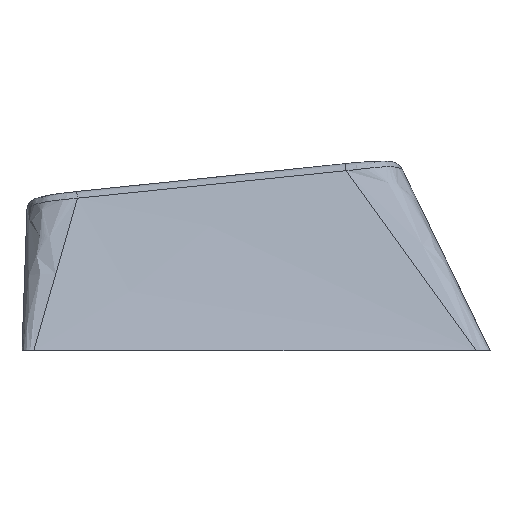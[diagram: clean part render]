
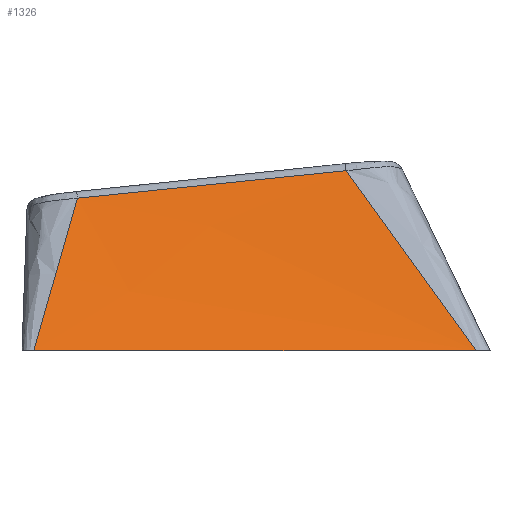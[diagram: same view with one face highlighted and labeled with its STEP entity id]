
A CAD part, left-side view. The second image highlights one B-rep face of the part: STEP entity #1326.
In plain terms, the highlighted free-form (B-spline) face has degree [3, 1] with [4, 2] control points.
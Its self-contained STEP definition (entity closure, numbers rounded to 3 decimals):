
#59=B_SPLINE_SURFACE_WITH_KNOTS('',3,1,((#3546,#3547),(#3548,#3549),(#3550,
#3551),(#3552,#3553)),.UNSPECIFIED.,.F.,.F.,.F.,(4,4),(2,2),(0.,8.845),
(-54.3,-36.2),.UNSPECIFIED.);
#106=B_SPLINE_CURVE_WITH_KNOTS('',3,(#2617,#2618,#2619,#2620),
 .UNSPECIFIED.,.F.,.F.,(4,4),(0.224,9.437),
 .UNSPECIFIED.);
#107=B_SPLINE_CURVE_WITH_KNOTS('',3,(#2694,#2695,#2696,#2697,#2698,#2699,
#2700,#2701,#2702,#2703,#2704,#2705,#2706,#2707,#2708,#2709,#2710,#2711,
#2712,#2713,#2714,#2715,#2716,#2717,#2718,#2719,#2720,#2721),
 .UNSPECIFIED.,.F.,.F.,(4,3,3,3,3,3,3,3,3,4),(0.016,0.189,0.189,
1.006,1.42,2.668,3.95,5.257,
6.608,7.018),.UNSPECIFIED.);
#120=B_SPLINE_CURVE_WITH_KNOTS('',3,(#3554,#3555,#3556,#3557),
 .UNSPECIFIED.,.F.,.F.,(4,4),(-0.177,10.262),.UNSPECIFIED.);
#162=FACE_OUTER_BOUND('',#242,.T.);
#242=EDGE_LOOP('',(#991,#992,#993,#994));
#317=LINE('',#1866,#432);
#432=VECTOR('',#1516,10.);
#573=VERTEX_POINT('',#1864);
#574=VERTEX_POINT('',#1865);
#590=VERTEX_POINT('',#2605);
#591=VERTEX_POINT('',#2693);
#699=EDGE_CURVE('',#573,#574,#317,.T.);
#731=EDGE_CURVE('',#590,#573,#106,.F.);
#732=EDGE_CURVE('',#574,#591,#107,.T.);
#746=EDGE_CURVE('',#590,#591,#120,.T.);
#991=ORIENTED_EDGE('',*,*,#746,.T.);
#992=ORIENTED_EDGE('',*,*,#732,.F.);
#993=ORIENTED_EDGE('',*,*,#699,.F.);
#994=ORIENTED_EDGE('',*,*,#731,.F.);
#1326=ADVANCED_FACE('',(#162),#59,.F.);
#1516=DIRECTION('',(0.,1.,0.));
#1864=CARTESIAN_POINT('',(-11.397,-10.159,-60.));
#1865=CARTESIAN_POINT('',(-11.397,6.954,-60.));
#1866=CARTESIAN_POINT('',(-11.397,-10.159,-60.));
#2605=CARTESIAN_POINT('',(-8.496,-5.119,-53.03));
#2617=CARTESIAN_POINT('Ctrl Pts',(-11.397,-10.159,-60.));
#2618=CARTESIAN_POINT('Ctrl Pts',(-10.452,-8.483,-57.677));
#2619=CARTESIAN_POINT('Ctrl Pts',(-9.491,-6.804,-55.355));
#2620=CARTESIAN_POINT('Ctrl Pts',(-8.496,-5.119,-53.03));
#2693=CARTESIAN_POINT('',(-8.514,5.265,-54.091));
#2694=CARTESIAN_POINT('Ctrl Pts',(-11.397,6.954,-60.));
#2695=CARTESIAN_POINT('Ctrl Pts',(-11.373,6.94,-59.951));
#2696=CARTESIAN_POINT('Ctrl Pts',(-11.349,6.927,-59.903));
#2697=CARTESIAN_POINT('Ctrl Pts',(-11.324,6.913,-59.854));
#2698=CARTESIAN_POINT('Ctrl Pts',(-11.324,6.913,-59.854));
#2699=CARTESIAN_POINT('Ctrl Pts',(-11.324,6.913,-59.854));
#2700=CARTESIAN_POINT('Ctrl Pts',(-11.324,6.913,-59.854));
#2701=CARTESIAN_POINT('Ctrl Pts',(-11.209,6.847,-59.624));
#2702=CARTESIAN_POINT('Ctrl Pts',(-11.094,6.781,-59.394));
#2703=CARTESIAN_POINT('Ctrl Pts',(-10.98,6.715,-59.164));
#2704=CARTESIAN_POINT('Ctrl Pts',(-10.922,6.682,-59.048));
#2705=CARTESIAN_POINT('Ctrl Pts',(-10.864,6.648,-58.931));
#2706=CARTESIAN_POINT('Ctrl Pts',(-10.806,6.615,-58.815));
#2707=CARTESIAN_POINT('Ctrl Pts',(-10.632,6.514,-58.463));
#2708=CARTESIAN_POINT('Ctrl Pts',(-10.458,6.414,-58.112));
#2709=CARTESIAN_POINT('Ctrl Pts',(-10.285,6.314,-57.761));
#2710=CARTESIAN_POINT('Ctrl Pts',(-10.107,6.21,-57.4));
#2711=CARTESIAN_POINT('Ctrl Pts',(-9.931,6.107,-57.039));
#2712=CARTESIAN_POINT('Ctrl Pts',(-9.755,6.004,-56.679));
#2713=CARTESIAN_POINT('Ctrl Pts',(-9.576,5.899,-56.311));
#2714=CARTESIAN_POINT('Ctrl Pts',(-9.399,5.794,-55.944));
#2715=CARTESIAN_POINT('Ctrl Pts',(-9.222,5.689,-55.577));
#2716=CARTESIAN_POINT('Ctrl Pts',(-9.039,5.581,-55.197));
#2717=CARTESIAN_POINT('Ctrl Pts',(-8.858,5.472,-54.817));
#2718=CARTESIAN_POINT('Ctrl Pts',(-8.678,5.364,-54.437));
#2719=CARTESIAN_POINT('Ctrl Pts',(-8.623,5.331,-54.322));
#2720=CARTESIAN_POINT('Ctrl Pts',(-8.569,5.298,-54.207));
#2721=CARTESIAN_POINT('Ctrl Pts',(-8.514,5.265,-54.091));
#3546=CARTESIAN_POINT('Ctrl Pts',(-8.372,-7.075,-52.516));
#3547=CARTESIAN_POINT('Ctrl Pts',(-8.372,7.199,-54.));
#3548=CARTESIAN_POINT('Ctrl Pts',(-9.381,-8.28,-55.011));
#3549=CARTESIAN_POINT('Ctrl Pts',(-9.381,7.268,-56.));
#3550=CARTESIAN_POINT('Ctrl Pts',(-10.389,-9.486,-57.505));
#3551=CARTESIAN_POINT('Ctrl Pts',(-10.389,7.338,-58.));
#3552=CARTESIAN_POINT('Ctrl Pts',(-11.397,-10.692,-60.));
#3553=CARTESIAN_POINT('Ctrl Pts',(-11.397,7.408,-60.));
#3554=CARTESIAN_POINT('Ctrl Pts',(-8.496,-5.119,-53.03));
#3555=CARTESIAN_POINT('Ctrl Pts',(-8.501,-1.658,-53.385));
#3556=CARTESIAN_POINT('Ctrl Pts',(-8.507,1.804,-53.739));
#3557=CARTESIAN_POINT('Ctrl Pts',(-8.514,5.265,-54.091));
